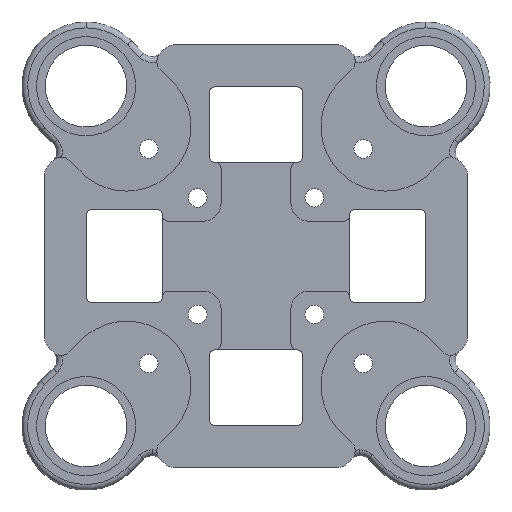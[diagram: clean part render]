
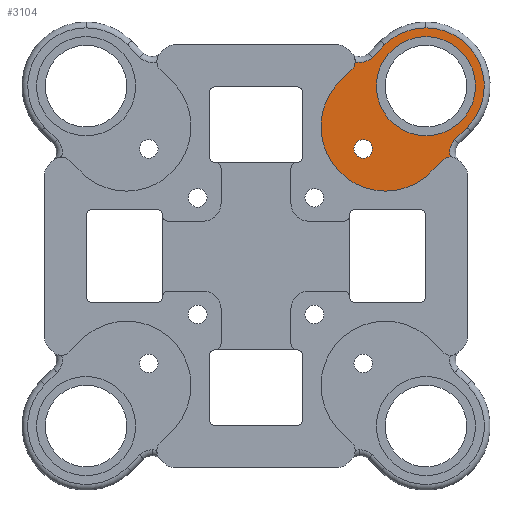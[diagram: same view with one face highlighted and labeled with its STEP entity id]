
A CAD part, front view. The second image highlights one B-rep face of the part: STEP entity #3104.
In plain terms, the highlighted planar face has unit normal (0, -1, 0).
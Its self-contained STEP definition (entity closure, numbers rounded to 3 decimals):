
#42 = AXIS2_PLACEMENT_3D ( 'NONE', #3236, #5123, #2323 ) ;
#49 = AXIS2_PLACEMENT_3D ( 'NONE', #3129, #747, #2525 ) ;
#56 = LINE ( 'NONE', #4809, #3703 ) ;
#74 = VERTEX_POINT ( 'NONE', #2335 ) ;
#118 = CARTESIAN_POINT ( 'NONE',  ( 35.757, 4., 12.627 ) ) ;
#189 = CARTESIAN_POINT ( 'NONE',  ( 22.172, 4., 12.998 ) ) ;
#242 = DIRECTION ( 'NONE',  ( 0.707, 0., 0.707 ) ) ;
#253 = AXIS2_PLACEMENT_3D ( 'NONE', #4399, #1522, #2029 ) ;
#262 = CARTESIAN_POINT ( 'NONE',  ( 32.929, 4., 33.855 ) ) ;
#263 = DIRECTION ( 'NONE',  ( 0., 0., 1. ) ) ;
#357 = DIRECTION ( 'NONE',  ( 0., 1., 0. ) ) ;
#426 = FACE_OUTER_BOUND ( 'NONE', #2277, .T. ) ;
#498 = AXIS2_PLACEMENT_3D ( 'NONE', #4844, #3946, #5375 ) ;
#502 = CARTESIAN_POINT ( 'NONE',  ( 32.929, 4., 25.355 ) ) ;
#522 = CARTESIAN_POINT ( 'NONE',  ( 37.172, 4., 11.213 ) ) ;
#526 = VERTEX_POINT ( 'NONE', #2572 ) ;
#599 = VERTEX_POINT ( 'NONE', #1626 ) ;
#606 = DIRECTION ( 'NONE',  ( 0., 0., -1. ) ) ;
#608 = CARTESIAN_POINT ( 'NONE',  ( -3.991, 4., 3.991 ) ) ;
#635 = LINE ( 'NONE', #608, #973 ) ;
#658 = CARTESIAN_POINT ( 'NONE',  ( 25.968, 4., 7.362 ) ) ;
#700 = ORIENTED_EDGE ( 'NONE', *, *, #2627, .T. ) ;
#733 = VERTEX_POINT ( 'NONE', #6090 ) ;
#747 = DIRECTION ( 'NONE',  ( 0., -1., 0. ) ) ;
#781 = VERTEX_POINT ( 'NONE', #5308 ) ;
#790 = CIRCLE ( 'NONE', #5658, 2. ) ;
#886 = ORIENTED_EDGE ( 'NONE', *, *, #2954, .T. ) ;
#973 = VECTOR ( 'NONE', #1042, 1000. ) ;
#994 = LINE ( 'NONE', #2367, #4692 ) ;
#1042 = DIRECTION ( 'NONE',  ( -0.707, 0., -0.707 ) ) ;
#1103 = DIRECTION ( 'NONE',  ( -0.707, 0., -0.707 ) ) ;
#1127 = LINE ( 'NONE', #1614, #3764 ) ;
#1239 = CARTESIAN_POINT ( 'NONE',  ( 22.172, 4., 16.198 ) ) ;
#1354 = VERTEX_POINT ( 'NONE', #2582 ) ;
#1377 = CARTESIAN_POINT ( 'NONE',  ( 32.929, 4., 25.355 ) ) ;
#1382 = AXIS2_PLACEMENT_3D ( 'NONE', #1999, #5701, #1903 ) ;
#1415 = PLANE ( 'NONE',  #5548 ) ;
#1522 = DIRECTION ( 'NONE',  ( 0., 1., 0. ) ) ;
#1551 = CIRCLE ( 'NONE', #49, 8.5 ) ;
#1572 = CIRCLE ( 'NONE', #3781, 3. ) ;
#1586 = CARTESIAN_POINT ( 'NONE',  ( 34.343, 4., 11.213 ) ) ;
#1614 = CARTESIAN_POINT ( 'NONE',  ( 40., 4., 18.284 ) ) ;
#1626 = CARTESIAN_POINT ( 'NONE',  ( 32.929, 4., 16.855 ) ) ;
#1632 = EDGE_CURVE ( 'NONE', #2579, #74, #790, .T. ) ;
#1645 = CIRCLE ( 'NONE', #253, 11.032 ) ;
#1721 = DIRECTION ( 'NONE',  ( 0., 0., -1. ) ) ;
#1903 = DIRECTION ( 'NONE',  ( 0., 0., -1. ) ) ;
#1930 = EDGE_CURVE ( 'NONE', #4085, #599, #6037, .T. ) ;
#1931 = DIRECTION ( 'NONE',  ( 0., -1., 0. ) ) ;
#1974 = VERTEX_POINT ( 'NONE', #5593 ) ;
#1999 = CARTESIAN_POINT ( 'NONE',  ( 22.172, 4., 14.598 ) ) ;
#2025 = EDGE_CURVE ( 'NONE', #3056, #2230, #2149, .T. ) ;
#2029 = DIRECTION ( 'NONE',  ( 0., 0., -1. ) ) ;
#2056 = AXIS2_PLACEMENT_3D ( 'NONE', #1377, #3321, #4251 ) ;
#2149 = CIRCLE ( 'NONE', #5627, 1.6 ) ;
#2170 = CARTESIAN_POINT ( 'NONE',  ( 21.615, 4., 32.426 ) ) ;
#2230 = VERTEX_POINT ( 'NONE', #189 ) ;
#2277 = EDGE_LOOP ( 'NONE', ( #4899, #3270, #700, #2630, #886, #3602, #3569, #5528, #5178, #4074, #4183, #4505 ) ) ;
#2299 = FACE_BOUND ( 'NONE', #2781, .T. ) ;
#2323 = DIRECTION ( 'NONE',  ( 0., 0., 1. ) ) ;
#2335 = CARTESIAN_POINT ( 'NONE',  ( 37.117, 4., 13.212 ) ) ;
#2367 = CARTESIAN_POINT ( 'NONE',  ( 11.565, 4., -11.565 ) ) ;
#2388 = CIRCLE ( 'NONE', #498, 3. ) ;
#2402 = EDGE_CURVE ( 'NONE', #5291, #526, #2447, .T. ) ;
#2447 = CIRCLE ( 'NONE', #2056, 10. ) ;
#2465 = EDGE_CURVE ( 'NONE', #2648, #5991, #1645, .T. ) ;
#2525 = DIRECTION ( 'NONE',  ( 0., 0., 1. ) ) ;
#2572 = CARTESIAN_POINT ( 'NONE',  ( 32.929, 4., 35.355 ) ) ;
#2579 = VERTEX_POINT ( 'NONE', #118 ) ;
#2582 = CARTESIAN_POINT ( 'NONE',  ( 23.737, 4., 30.305 ) ) ;
#2599 = DIRECTION ( 'NONE',  ( 0., 1., 0. ) ) ;
#2627 = EDGE_CURVE ( 'NONE', #781, #5291, #1127, .T. ) ;
#2630 = ORIENTED_EDGE ( 'NONE', *, *, #2402, .T. ) ;
#2648 = VERTEX_POINT ( 'NONE', #1586 ) ;
#2678 = EDGE_CURVE ( 'NONE', #599, #4085, #1551, .T. ) ;
#2696 = CARTESIAN_POINT ( 'NONE',  ( 18.787, 4., 29.598 ) ) ;
#2726 = DIRECTION ( 'NONE',  ( 0., 1., 0. ) ) ;
#2781 = EDGE_LOOP ( 'NONE', ( #5884, #4440 ) ) ;
#2954 = EDGE_CURVE ( 'NONE', #526, #3636, #3961, .T. ) ;
#2973 = CARTESIAN_POINT ( 'NONE',  ( 20.201, 4., 28.184 ) ) ;
#3006 = CARTESIAN_POINT ( 'NONE',  ( 25.858, 4., 32.426 ) ) ;
#3018 = DIRECTION ( 'NONE',  ( 0., 1., 0. ) ) ;
#3056 = VERTEX_POINT ( 'NONE', #1239 ) ;
#3077 = AXIS2_PLACEMENT_3D ( 'NONE', #5992, #2726, #1721 ) ;
#3104 = ADVANCED_FACE ( 'NONE', ( #4698, #426, #2299 ), #1415, .F. ) ;
#3129 = CARTESIAN_POINT ( 'NONE',  ( 32.929, 4., 25.355 ) ) ;
#3236 = CARTESIAN_POINT ( 'NONE',  ( 32.929, 4., 25.355 ) ) ;
#3270 = ORIENTED_EDGE ( 'NONE', *, *, #5483, .T. ) ;
#3290 = EDGE_CURVE ( 'NONE', #4185, #733, #635, .T. ) ;
#3303 = CARTESIAN_POINT ( 'NONE',  ( 0., 4., 0. ) ) ;
#3311 = ORIENTED_EDGE ( 'NONE', *, *, #4617, .F. ) ;
#3321 = DIRECTION ( 'NONE',  ( 0., -1., 0. ) ) ;
#3353 = EDGE_CURVE ( 'NONE', #1974, #4185, #5748, .T. ) ;
#3397 = ORIENTED_EDGE ( 'NONE', *, *, #2025, .F. ) ;
#3447 = DIRECTION ( 'NONE',  ( 0., 0., 1. ) ) ;
#3484 = CIRCLE ( 'NONE', #1382, 1.6 ) ;
#3489 = DIRECTION ( 'NONE',  ( 0., -1., 0. ) ) ;
#3569 = ORIENTED_EDGE ( 'NONE', *, *, #4089, .T. ) ;
#3602 = ORIENTED_EDGE ( 'NONE', *, *, #5982, .T. ) ;
#3616 = DIRECTION ( 'NONE',  ( 0., 1., 0. ) ) ;
#3636 = VERTEX_POINT ( 'NONE', #3006 ) ;
#3703 = VECTOR ( 'NONE', #1103, 1000. ) ;
#3715 = CARTESIAN_POINT ( 'NONE',  ( 40., 4., 18.284 ) ) ;
#3738 = DIRECTION ( 'NONE',  ( 0., 0., 1. ) ) ;
#3764 = VECTOR ( 'NONE', #242, 1000. ) ;
#3766 = AXIS2_PLACEMENT_3D ( 'NONE', #502, #1931, #263 ) ;
#3781 = AXIS2_PLACEMENT_3D ( 'NONE', #2170, #3616, #3447 ) ;
#3946 = DIRECTION ( 'NONE',  ( 0., 1., 0. ) ) ;
#3961 = CIRCLE ( 'NONE', #3766, 10. ) ;
#4074 = ORIENTED_EDGE ( 'NONE', *, *, #4484, .F. ) ;
#4085 = VERTEX_POINT ( 'NONE', #262 ) ;
#4089 = EDGE_CURVE ( 'NONE', #1354, #1974, #1572, .T. ) ;
#4183 = ORIENTED_EDGE ( 'NONE', *, *, #2465, .F. ) ;
#4185 = VERTEX_POINT ( 'NONE', #2973 ) ;
#4251 = DIRECTION ( 'NONE',  ( 0., 0., 1. ) ) ;
#4399 = CARTESIAN_POINT ( 'NONE',  ( 25.968, 4., 18.395 ) ) ;
#4408 = CARTESIAN_POINT ( 'NONE',  ( 22.172, 4., 14.598 ) ) ;
#4440 = ORIENTED_EDGE ( 'NONE', *, *, #2678, .F. ) ;
#4484 = EDGE_CURVE ( 'NONE', #5991, #733, #5656, .T. ) ;
#4505 = ORIENTED_EDGE ( 'NONE', *, *, #6178, .F. ) ;
#4617 = EDGE_CURVE ( 'NONE', #2230, #3056, #3484, .T. ) ;
#4661 = AXIS2_PLACEMENT_3D ( 'NONE', #2696, #2599, #5426 ) ;
#4692 = VECTOR ( 'NONE', #4766, 1000. ) ;
#4698 = FACE_BOUND ( 'NONE', #5387, .T. ) ;
#4766 = DIRECTION ( 'NONE',  ( -0.707, 0., -0.707 ) ) ;
#4809 = CARTESIAN_POINT ( 'NONE',  ( -3.284, 4., 3.284 ) ) ;
#4819 = DIRECTION ( 'NONE',  ( 0., 0., 1. ) ) ;
#4844 = CARTESIAN_POINT ( 'NONE',  ( 40., 4., 14.042 ) ) ;
#4899 = ORIENTED_EDGE ( 'NONE', *, *, #1632, .T. ) ;
#5123 = DIRECTION ( 'NONE',  ( 0., -1., 0. ) ) ;
#5178 = ORIENTED_EDGE ( 'NONE', *, *, #3290, .T. ) ;
#5291 = VERTEX_POINT ( 'NONE', #3715 ) ;
#5308 = CARTESIAN_POINT ( 'NONE',  ( 37.879, 4., 16.163 ) ) ;
#5375 = DIRECTION ( 'NONE',  ( 0., 0., 1. ) ) ;
#5387 = EDGE_LOOP ( 'NONE', ( #3311, #3397 ) ) ;
#5426 = DIRECTION ( 'NONE',  ( 0., 0., 1. ) ) ;
#5483 = EDGE_CURVE ( 'NONE', #74, #781, #2388, .T. ) ;
#5528 = ORIENTED_EDGE ( 'NONE', *, *, #3353, .T. ) ;
#5548 = AXIS2_PLACEMENT_3D ( 'NONE', #3303, #357, #3738 ) ;
#5593 = CARTESIAN_POINT ( 'NONE',  ( 20.786, 4., 29.543 ) ) ;
#5627 = AXIS2_PLACEMENT_3D ( 'NONE', #4408, #3489, #606 ) ;
#5656 = CIRCLE ( 'NONE', #3077, 11.032 ) ;
#5658 = AXIS2_PLACEMENT_3D ( 'NONE', #522, #3018, #4819 ) ;
#5701 = DIRECTION ( 'NONE',  ( 0., -1., 0. ) ) ;
#5748 = CIRCLE ( 'NONE', #4661, 2. ) ;
#5884 = ORIENTED_EDGE ( 'NONE', *, *, #1930, .F. ) ;
#5982 = EDGE_CURVE ( 'NONE', #3636, #1354, #56, .T. ) ;
#5991 = VERTEX_POINT ( 'NONE', #658 ) ;
#5992 = CARTESIAN_POINT ( 'NONE',  ( 25.968, 4., 18.395 ) ) ;
#6037 = CIRCLE ( 'NONE', #42, 8.5 ) ;
#6090 = CARTESIAN_POINT ( 'NONE',  ( 17.594, 4., 25.576 ) ) ;
#6178 = EDGE_CURVE ( 'NONE', #2579, #2648, #994, .T. ) ;
